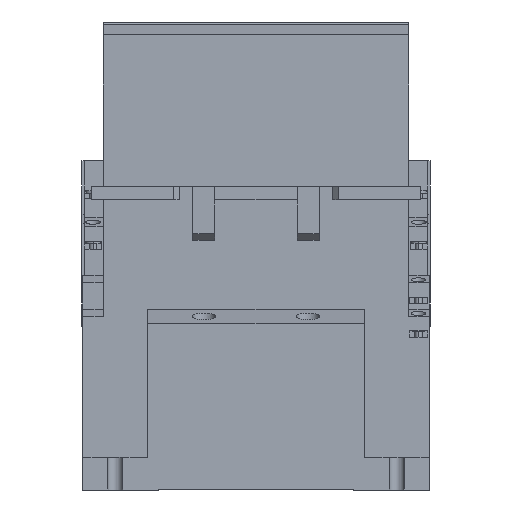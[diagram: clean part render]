
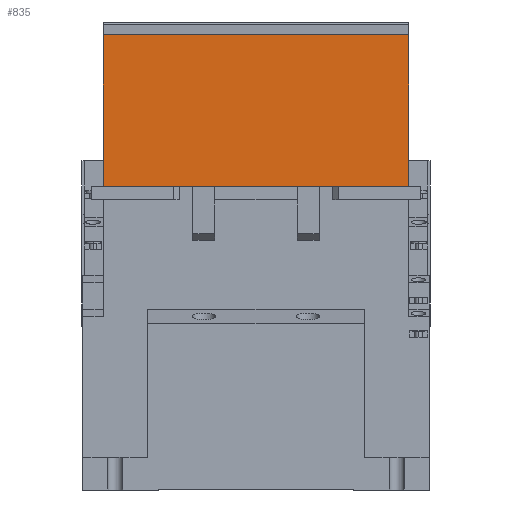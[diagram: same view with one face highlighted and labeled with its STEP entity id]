
A CAD part, front view. The second image highlights one B-rep face of the part: STEP entity #835.
In plain terms, the highlighted planar face has unit normal (0, -1, 0).
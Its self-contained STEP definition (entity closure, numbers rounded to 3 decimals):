
#835 = ADVANCED_FACE( '', ( #2516 ), #2517, .T. );
#2516 = FACE_OUTER_BOUND( '', #4214, .T. );
#2517 = PLANE( '', #4215 );
#4214 = EDGE_LOOP( '', ( #10490, #10491, #10492, #10493 ) );
#4215 = AXIS2_PLACEMENT_3D( '', #10494, #10495, #10496 );
#10490 = ORIENTED_EDGE( '', *, *, #12598, .T. );
#10491 = ORIENTED_EDGE( '', *, *, #12616, .F. );
#10492 = ORIENTED_EDGE( '', *, *, #11037, .T. );
#10493 = ORIENTED_EDGE( '', *, *, #12617, .T. );
#10494 = CARTESIAN_POINT( '', ( 0., -75.4, 140. ) );
#10495 = DIRECTION( '', ( 0., -1., 0. ) );
#10496 = DIRECTION( '', ( 0., 0., -1. ) );
#11037 = EDGE_CURVE( '', #13452, #13450, #13453, .T. );
#12598 = EDGE_CURVE( '', #15953, #15951, #15954, .T. );
#12616 = EDGE_CURVE( '', #13452, #15951, #15975, .T. );
#12617 = EDGE_CURVE( '', #13450, #15953, #15976, .T. );
#13450 = VERTEX_POINT( '', #17026 );
#13452 = VERTEX_POINT( '', #17029 );
#13453 = LINE( '', #17030, #17031 );
#15951 = VERTEX_POINT( '', #20872 );
#15953 = VERTEX_POINT( '', #20875 );
#15954 = LINE( '', #20876, #20877 );
#15975 = LINE( '', #20915, #20916 );
#15976 = LINE( '', #20917, #20918 );
#17026 = CARTESIAN_POINT( '', ( 9.5, -75.4, 140. ) );
#17029 = CARTESIAN_POINT( '', ( 9.5, -75.4, 209.853 ) );
#17030 = CARTESIAN_POINT( '', ( 9.5, -75.4, 70. ) );
#17031 = VECTOR( '', #21803, 1. );
#20872 = CARTESIAN_POINT( '', ( 150.5, -75.4, 209.853 ) );
#20875 = CARTESIAN_POINT( '', ( 150.5, -75.4, 140. ) );
#20876 = CARTESIAN_POINT( '', ( 150.5, -75.4, 70. ) );
#20877 = VECTOR( '', #23796, 1. );
#20915 = CARTESIAN_POINT( '', ( 0., -75.4, 209.853 ) );
#20916 = VECTOR( '', #23814, 1. );
#20917 = CARTESIAN_POINT( '', ( 0., -75.4, 140. ) );
#20918 = VECTOR( '', #23815, 1. );
#21803 = DIRECTION( '', ( 0., 0., -1. ) );
#23796 = DIRECTION( '', ( 0., 0., 1. ) );
#23814 = DIRECTION( '', ( 1., 0., 0. ) );
#23815 = DIRECTION( '', ( 1., 0., 0. ) );
